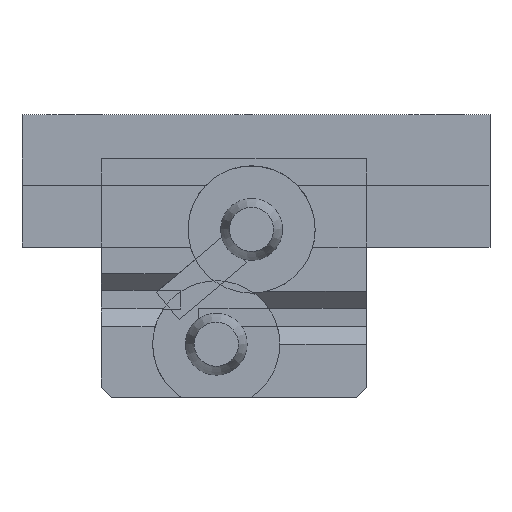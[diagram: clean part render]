
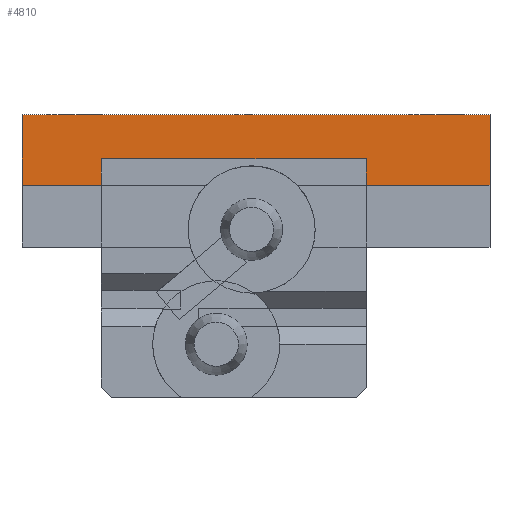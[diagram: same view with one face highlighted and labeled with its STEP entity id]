
A CAD part, top view. The second image highlights one B-rep face of the part: STEP entity #4810.
In plain terms, the highlighted planar face has unit normal (0, 0, 1).
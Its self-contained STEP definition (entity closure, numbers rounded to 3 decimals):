
#1266 = PLANE('',#1267);
#1267 = AXIS2_PLACEMENT_3D('',#1268,#1269,#1270);
#1268 = CARTESIAN_POINT('',(-10.,16.,14.));
#1269 = DIRECTION('',(0.,0.,1.));
#1270 = DIRECTION('',(1.,0.,0.));
#2091 = VERTEX_POINT('',#2092);
#2092 = CARTESIAN_POINT('',(-1.,23.,14.));
#2152 = PLANE('',#2153);
#2153 = AXIS2_PLACEMENT_3D('',#2154,#2155,#2156);
#2154 = CARTESIAN_POINT('',(-1.,-1.,14.));
#2155 = DIRECTION('',(0.,0.,1.));
#2156 = DIRECTION('',(1.,0.,0.));
#2499 = VERTEX_POINT('',#2500);
#2500 = CARTESIAN_POINT('',(-10.,23.,14.));
#2523 = EDGE_CURVE('',#2499,#2091,#2524,.T.);
#2524 = SURFACE_CURVE('',#2525,(#2529,#2536),.PCURVE_S1.);
#2525 = LINE('',#2526,#2527);
#2526 = CARTESIAN_POINT('',(-10.,23.,14.));
#2527 = VECTOR('',#2528,1.);
#2528 = DIRECTION('',(1.,0.,0.));
#2529 = PCURVE('',#1266,#2530);
#2530 = DEFINITIONAL_REPRESENTATION('',(#2531),#2535);
#2531 = LINE('',#2532,#2533);
#2532 = CARTESIAN_POINT('',(0.,7.));
#2533 = VECTOR('',#2534,1.);
#2534 = DIRECTION('',(1.,0.));
#2535 = ( GEOMETRIC_REPRESENTATION_CONTEXT(2) 
PARAMETRIC_REPRESENTATION_CONTEXT() REPRESENTATION_CONTEXT('2D SPACE',''
  ) );
#2536 = PCURVE('',#2537,#2542);
#2537 = PLANE('',#2538);
#2538 = AXIS2_PLACEMENT_3D('',#2539,#2540,#2541);
#2539 = CARTESIAN_POINT('',(-10.,16.,14.));
#2540 = DIRECTION('',(0.,0.,1.));
#2541 = DIRECTION('',(1.,0.,0.));
#2542 = DEFINITIONAL_REPRESENTATION('',(#2543),#2547);
#2543 = LINE('',#2544,#2545);
#2544 = CARTESIAN_POINT('',(0.,7.));
#2545 = VECTOR('',#2546,1.);
#2546 = DIRECTION('',(1.,0.));
#2547 = ( GEOMETRIC_REPRESENTATION_CONTEXT(2) 
PARAMETRIC_REPRESENTATION_CONTEXT() REPRESENTATION_CONTEXT('2D SPACE',''
  ) );
#2569 = PLANE('',#2570);
#2570 = AXIS2_PLACEMENT_3D('',#2571,#2572,#2573);
#2571 = CARTESIAN_POINT('',(-10.,16.,-1.));
#2572 = DIRECTION('',(1.,0.,0.));
#2573 = DIRECTION('',(0.,0.,1.));
#3755 = EDGE_CURVE('',#2091,#3756,#3758,.T.);
#3756 = VERTEX_POINT('',#3757);
#3757 = CARTESIAN_POINT('',(-1.,26.,14.));
#3758 = SURFACE_CURVE('',#3759,(#3763,#3770),.PCURVE_S1.);
#3759 = LINE('',#3760,#3761);
#3760 = CARTESIAN_POINT('',(-1.,-1.,14.));
#3761 = VECTOR('',#3762,1.);
#3762 = DIRECTION('',(0.,1.,0.));
#3763 = PCURVE('',#2152,#3764);
#3764 = DEFINITIONAL_REPRESENTATION('',(#3765),#3769);
#3765 = LINE('',#3766,#3767);
#3766 = CARTESIAN_POINT('',(0.,0.));
#3767 = VECTOR('',#3768,1.);
#3768 = DIRECTION('',(0.,1.));
#3769 = ( GEOMETRIC_REPRESENTATION_CONTEXT(2) 
PARAMETRIC_REPRESENTATION_CONTEXT() REPRESENTATION_CONTEXT('2D SPACE',''
  ) );
#3770 = PCURVE('',#2537,#3771);
#3771 = DEFINITIONAL_REPRESENTATION('',(#3772),#3776);
#3772 = LINE('',#3773,#3774);
#3773 = CARTESIAN_POINT('',(9.,-17.));
#3774 = VECTOR('',#3775,1.);
#3775 = DIRECTION('',(0.,1.));
#3776 = ( GEOMETRIC_REPRESENTATION_CONTEXT(2) 
PARAMETRIC_REPRESENTATION_CONTEXT() REPRESENTATION_CONTEXT('2D SPACE',''
  ) );
#3781 = VERTEX_POINT('',#3782);
#3782 = CARTESIAN_POINT('',(29.,23.,14.));
#3803 = EDGE_CURVE('',#3781,#3804,#3806,.T.);
#3804 = VERTEX_POINT('',#3805);
#3805 = CARTESIAN_POINT('',(29.,26.,14.));
#3806 = SURFACE_CURVE('',#3807,(#3811,#3818),.PCURVE_S1.);
#3807 = LINE('',#3808,#3809);
#3808 = CARTESIAN_POINT('',(29.,-1.,14.));
#3809 = VECTOR('',#3810,1.);
#3810 = DIRECTION('',(0.,1.,0.));
#3811 = PCURVE('',#2152,#3812);
#3812 = DEFINITIONAL_REPRESENTATION('',(#3813),#3817);
#3813 = LINE('',#3814,#3815);
#3814 = CARTESIAN_POINT('',(30.,0.));
#3815 = VECTOR('',#3816,1.);
#3816 = DIRECTION('',(0.,1.));
#3817 = ( GEOMETRIC_REPRESENTATION_CONTEXT(2) 
PARAMETRIC_REPRESENTATION_CONTEXT() REPRESENTATION_CONTEXT('2D SPACE',''
  ) );
#3818 = PCURVE('',#2537,#3819);
#3819 = DEFINITIONAL_REPRESENTATION('',(#3820),#3824);
#3820 = LINE('',#3821,#3822);
#3821 = CARTESIAN_POINT('',(39.,-17.));
#3822 = VECTOR('',#3823,1.);
#3823 = DIRECTION('',(0.,1.));
#3824 = ( GEOMETRIC_REPRESENTATION_CONTEXT(2) 
PARAMETRIC_REPRESENTATION_CONTEXT() REPRESENTATION_CONTEXT('2D SPACE',''
  ) );
#3826 = EDGE_CURVE('',#3756,#3804,#3827,.T.);
#3827 = SURFACE_CURVE('',#3828,(#3832,#3839),.PCURVE_S1.);
#3828 = LINE('',#3829,#3830);
#3829 = CARTESIAN_POINT('',(-1.,26.,14.));
#3830 = VECTOR('',#3831,1.);
#3831 = DIRECTION('',(1.,0.,0.));
#3832 = PCURVE('',#2152,#3833);
#3833 = DEFINITIONAL_REPRESENTATION('',(#3834),#3838);
#3834 = LINE('',#3835,#3836);
#3835 = CARTESIAN_POINT('',(0.,27.));
#3836 = VECTOR('',#3837,1.);
#3837 = DIRECTION('',(1.,0.));
#3838 = ( GEOMETRIC_REPRESENTATION_CONTEXT(2) 
PARAMETRIC_REPRESENTATION_CONTEXT() REPRESENTATION_CONTEXT('2D SPACE',''
  ) );
#3839 = PCURVE('',#2537,#3840);
#3840 = DEFINITIONAL_REPRESENTATION('',(#3841),#3845);
#3841 = LINE('',#3842,#3843);
#3842 = CARTESIAN_POINT('',(9.,10.));
#3843 = VECTOR('',#3844,1.);
#3844 = DIRECTION('',(1.,0.));
#3845 = ( GEOMETRIC_REPRESENTATION_CONTEXT(2) 
PARAMETRIC_REPRESENTATION_CONTEXT() REPRESENTATION_CONTEXT('2D SPACE',''
  ) );
#3909 = PLANE('',#3910);
#3910 = AXIS2_PLACEMENT_3D('',#3911,#3912,#3913);
#3911 = CARTESIAN_POINT('',(-10.,16.,14.));
#3912 = DIRECTION('',(0.,0.,1.));
#3913 = DIRECTION('',(1.,0.,0.));
#4570 = PLANE('',#4571);
#4571 = AXIS2_PLACEMENT_3D('',#4572,#4573,#4574);
#4572 = CARTESIAN_POINT('',(43.,16.,-1.));
#4573 = DIRECTION('',(1.,0.,0.));
#4574 = DIRECTION('',(0.,0.,1.));
#4596 = PLANE('',#4597);
#4597 = AXIS2_PLACEMENT_3D('',#4598,#4599,#4600);
#4598 = CARTESIAN_POINT('',(-10.,31.,-1.));
#4599 = DIRECTION('',(0.,1.,0.));
#4600 = DIRECTION('',(0.,0.,1.));
#4810 = ADVANCED_FACE('',(#4811),#2537,.T.);
#4811 = FACE_BOUND('',#4812,.T.);
#4812 = EDGE_LOOP('',(#4813,#4836,#4837,#4838,#4839,#4840,#4863,#4886));
#4813 = ORIENTED_EDGE('',*,*,#4814,.F.);
#4814 = EDGE_CURVE('',#2499,#4815,#4817,.T.);
#4815 = VERTEX_POINT('',#4816);
#4816 = CARTESIAN_POINT('',(-10.,31.,14.));
#4817 = SURFACE_CURVE('',#4818,(#4822,#4829),.PCURVE_S1.);
#4818 = LINE('',#4819,#4820);
#4819 = CARTESIAN_POINT('',(-10.,16.,14.));
#4820 = VECTOR('',#4821,1.);
#4821 = DIRECTION('',(0.,1.,0.));
#4822 = PCURVE('',#2537,#4823);
#4823 = DEFINITIONAL_REPRESENTATION('',(#4824),#4828);
#4824 = LINE('',#4825,#4826);
#4825 = CARTESIAN_POINT('',(0.,0.));
#4826 = VECTOR('',#4827,1.);
#4827 = DIRECTION('',(0.,1.));
#4828 = ( GEOMETRIC_REPRESENTATION_CONTEXT(2) 
PARAMETRIC_REPRESENTATION_CONTEXT() REPRESENTATION_CONTEXT('2D SPACE',''
  ) );
#4829 = PCURVE('',#2569,#4830);
#4830 = DEFINITIONAL_REPRESENTATION('',(#4831),#4835);
#4831 = LINE('',#4832,#4833);
#4832 = CARTESIAN_POINT('',(15.,0.));
#4833 = VECTOR('',#4834,1.);
#4834 = DIRECTION('',(0.,-1.));
#4835 = ( GEOMETRIC_REPRESENTATION_CONTEXT(2) 
PARAMETRIC_REPRESENTATION_CONTEXT() REPRESENTATION_CONTEXT('2D SPACE',''
  ) );
#4836 = ORIENTED_EDGE('',*,*,#2523,.T.);
#4837 = ORIENTED_EDGE('',*,*,#3755,.T.);
#4838 = ORIENTED_EDGE('',*,*,#3826,.T.);
#4839 = ORIENTED_EDGE('',*,*,#3803,.F.);
#4840 = ORIENTED_EDGE('',*,*,#4841,.T.);
#4841 = EDGE_CURVE('',#3781,#4842,#4844,.T.);
#4842 = VERTEX_POINT('',#4843);
#4843 = CARTESIAN_POINT('',(43.,23.,14.));
#4844 = SURFACE_CURVE('',#4845,(#4849,#4856),.PCURVE_S1.);
#4845 = LINE('',#4846,#4847);
#4846 = CARTESIAN_POINT('',(-10.,23.,14.));
#4847 = VECTOR('',#4848,1.);
#4848 = DIRECTION('',(1.,0.,0.));
#4849 = PCURVE('',#2537,#4850);
#4850 = DEFINITIONAL_REPRESENTATION('',(#4851),#4855);
#4851 = LINE('',#4852,#4853);
#4852 = CARTESIAN_POINT('',(0.,7.));
#4853 = VECTOR('',#4854,1.);
#4854 = DIRECTION('',(1.,0.));
#4855 = ( GEOMETRIC_REPRESENTATION_CONTEXT(2) 
PARAMETRIC_REPRESENTATION_CONTEXT() REPRESENTATION_CONTEXT('2D SPACE',''
  ) );
#4856 = PCURVE('',#3909,#4857);
#4857 = DEFINITIONAL_REPRESENTATION('',(#4858),#4862);
#4858 = LINE('',#4859,#4860);
#4859 = CARTESIAN_POINT('',(0.,7.));
#4860 = VECTOR('',#4861,1.);
#4861 = DIRECTION('',(1.,0.));
#4862 = ( GEOMETRIC_REPRESENTATION_CONTEXT(2) 
PARAMETRIC_REPRESENTATION_CONTEXT() REPRESENTATION_CONTEXT('2D SPACE',''
  ) );
#4863 = ORIENTED_EDGE('',*,*,#4864,.T.);
#4864 = EDGE_CURVE('',#4842,#4865,#4867,.T.);
#4865 = VERTEX_POINT('',#4866);
#4866 = CARTESIAN_POINT('',(43.,31.,14.));
#4867 = SURFACE_CURVE('',#4868,(#4872,#4879),.PCURVE_S1.);
#4868 = LINE('',#4869,#4870);
#4869 = CARTESIAN_POINT('',(43.,16.,14.));
#4870 = VECTOR('',#4871,1.);
#4871 = DIRECTION('',(0.,1.,0.));
#4872 = PCURVE('',#2537,#4873);
#4873 = DEFINITIONAL_REPRESENTATION('',(#4874),#4878);
#4874 = LINE('',#4875,#4876);
#4875 = CARTESIAN_POINT('',(53.,0.));
#4876 = VECTOR('',#4877,1.);
#4877 = DIRECTION('',(0.,1.));
#4878 = ( GEOMETRIC_REPRESENTATION_CONTEXT(2) 
PARAMETRIC_REPRESENTATION_CONTEXT() REPRESENTATION_CONTEXT('2D SPACE',''
  ) );
#4879 = PCURVE('',#4570,#4880);
#4880 = DEFINITIONAL_REPRESENTATION('',(#4881),#4885);
#4881 = LINE('',#4882,#4883);
#4882 = CARTESIAN_POINT('',(15.,0.));
#4883 = VECTOR('',#4884,1.);
#4884 = DIRECTION('',(0.,-1.));
#4885 = ( GEOMETRIC_REPRESENTATION_CONTEXT(2) 
PARAMETRIC_REPRESENTATION_CONTEXT() REPRESENTATION_CONTEXT('2D SPACE',''
  ) );
#4886 = ORIENTED_EDGE('',*,*,#4887,.F.);
#4887 = EDGE_CURVE('',#4815,#4865,#4888,.T.);
#4888 = SURFACE_CURVE('',#4889,(#4893,#4900),.PCURVE_S1.);
#4889 = LINE('',#4890,#4891);
#4890 = CARTESIAN_POINT('',(-10.,31.,14.));
#4891 = VECTOR('',#4892,1.);
#4892 = DIRECTION('',(1.,0.,0.));
#4893 = PCURVE('',#2537,#4894);
#4894 = DEFINITIONAL_REPRESENTATION('',(#4895),#4899);
#4895 = LINE('',#4896,#4897);
#4896 = CARTESIAN_POINT('',(0.,15.));
#4897 = VECTOR('',#4898,1.);
#4898 = DIRECTION('',(1.,0.));
#4899 = ( GEOMETRIC_REPRESENTATION_CONTEXT(2) 
PARAMETRIC_REPRESENTATION_CONTEXT() REPRESENTATION_CONTEXT('2D SPACE',''
  ) );
#4900 = PCURVE('',#4596,#4901);
#4901 = DEFINITIONAL_REPRESENTATION('',(#4902),#4906);
#4902 = LINE('',#4903,#4904);
#4903 = CARTESIAN_POINT('',(15.,0.));
#4904 = VECTOR('',#4905,1.);
#4905 = DIRECTION('',(0.,1.));
#4906 = ( GEOMETRIC_REPRESENTATION_CONTEXT(2) 
PARAMETRIC_REPRESENTATION_CONTEXT() REPRESENTATION_CONTEXT('2D SPACE',''
  ) );
